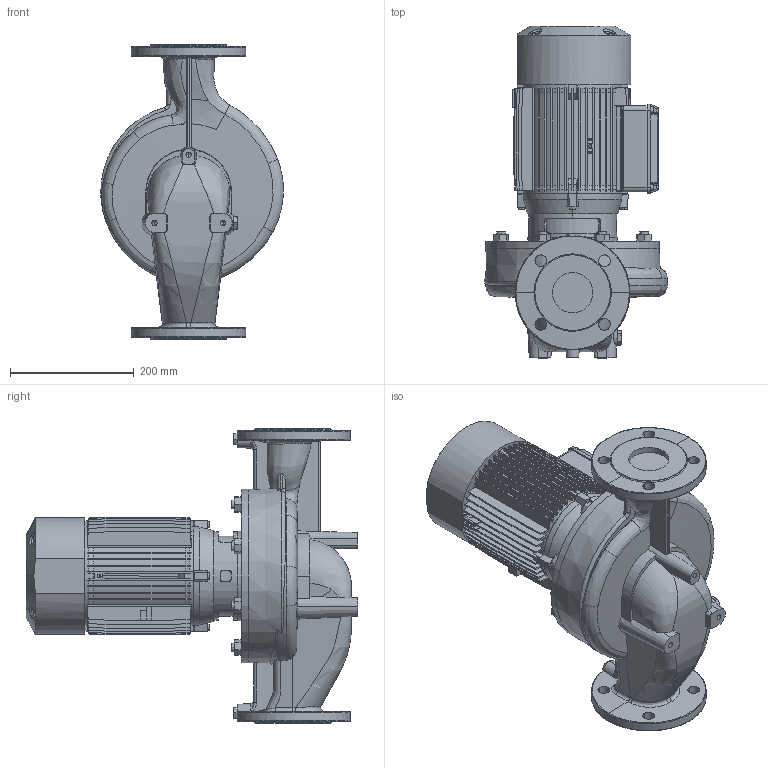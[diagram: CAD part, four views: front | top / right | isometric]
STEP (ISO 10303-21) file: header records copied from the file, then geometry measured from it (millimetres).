
FILE_DESCRIPTION (( 'STEP AP203' ), '1' );
FILE_NAME ('4.93.504.25swa01.step', '2023-06-09T08:11:18', ( '' ), ( '' ), 'SwSTEP 2.0', 'SolidWorks 2020', '' );
FILE_SCHEMA (( 'CONFIG_CONTROL_DESIGN' ));
Products named in the file (4): 10009842swp00_3.66.534_semplificato; CORPO POMPA NR4 65 200^4.93.504.25swa01; 4.93.504.25swa01; 10007571swp01_90 SZ VERT
Assembly tree (3 placements, depth 2):
  4.93.504.25swa01
    CORPO POMPA NR4 65 200^4.93.504.25swa01
    10009842swp00_3.66.534_semplificato
    10007571swp01_90 SZ VERT
Bounding box: 294.45 x 535.42 x 475 mm (x, y, z)
Volume: 18126887.9 mm3; surface area: 1184640 mm2
Topology: 23 solids, 23 shells, 1645 faces, 4322 edges, 2795 vertices
Faces by surface type: plane 941, cylinder 303, bspline 190, cone 187, torus 16, sphere 8
Entity records: 150385 total; most frequent: CARTESIAN_POINT 111761, ORIENTED_EDGE 8548, DIRECTION 6880, EDGE_CURVE 4274, VERTEX_POINT 2795, LINE 2552, VECTOR 2552, AXIS2_PLACEMENT_3D 2164
